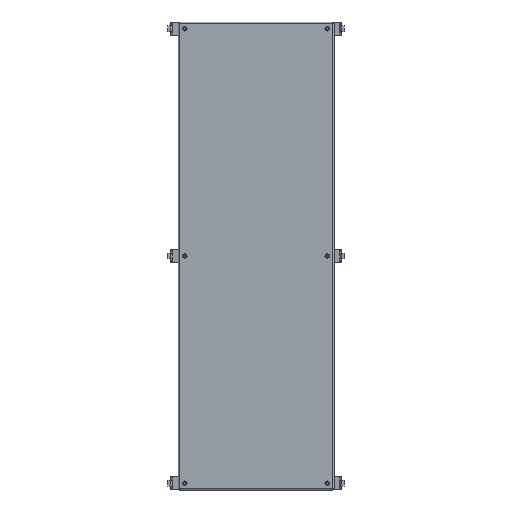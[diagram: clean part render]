
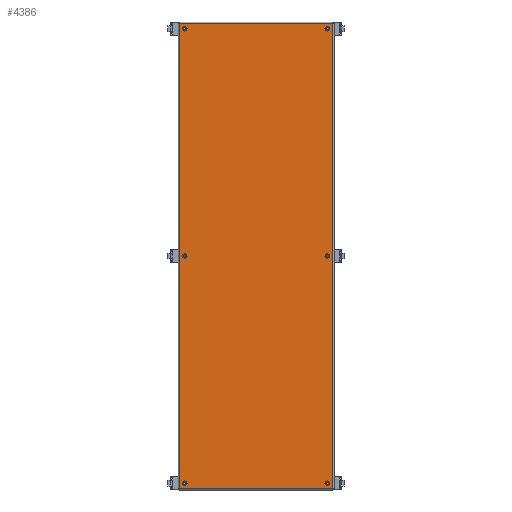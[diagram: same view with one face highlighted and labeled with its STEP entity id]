
A CAD part, front view. The second image highlights one B-rep face of the part: STEP entity #4386.
In plain terms, the highlighted planar face has unit normal (0, -1, 0).
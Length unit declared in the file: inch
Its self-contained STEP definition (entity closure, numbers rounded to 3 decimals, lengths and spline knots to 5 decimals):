
#23 = CARTESIAN_POINT ( 'NONE',  ( 9.125, 0., 29.125 ) ) ;
#29 = CARTESIAN_POINT ( 'NONE',  ( -9.125, 0., 0.28125 ) ) ;
#32 = EDGE_CURVE ( 'NONE', #3770, #243, #7377, .T. ) ;
#57 = VERTEX_POINT ( 'NONE', #3158 ) ;
#69 = VECTOR ( 'NONE', #4455, 39.37008 ) ;
#102 = CARTESIAN_POINT ( 'NONE',  ( 9.125, 0., -29.40625 ) ) ;
#122 = EDGE_CURVE ( 'NONE', #2175, #6240, #5045, .T. ) ;
#129 = CIRCLE ( 'NONE', #7936, 0.28125 ) ;
#178 = CARTESIAN_POINT ( 'NONE',  ( 9.857, 0., -29.857 ) ) ;
#243 = VERTEX_POINT ( 'NONE', #1744 ) ;
#326 = DIRECTION ( 'NONE',  ( 0., 1., 0. ) ) ;
#339 = CARTESIAN_POINT ( 'NONE',  ( 9.125, 0., 0. ) ) ;
#351 = ORIENTED_EDGE ( 'NONE', *, *, #5177, .T. ) ;
#377 = DIRECTION ( 'NONE',  ( 0., 0., 1. ) ) ;
#483 = ORIENTED_EDGE ( 'NONE', *, *, #6693, .F. ) ;
#603 = DIRECTION ( 'NONE',  ( 0., 1., 0. ) ) ;
#762 = CARTESIAN_POINT ( 'NONE',  ( -9.857, 0., 29.857 ) ) ;
#919 = ORIENTED_EDGE ( 'NONE', *, *, #1731, .T. ) ;
#954 = DIRECTION ( 'NONE',  ( 0., 0., 1. ) ) ;
#980 = DIRECTION ( 'NONE',  ( 0., 0., 1. ) ) ;
#997 = PLANE ( 'NONE',  #1266 ) ;
#1011 = CARTESIAN_POINT ( 'NONE',  ( 9.125, 0., 29.40625 ) ) ;
#1015 = DIRECTION ( 'NONE',  ( 0., 0., -1. ) ) ;
#1047 = LINE ( 'NONE', #7076, #1820 ) ;
#1152 = CARTESIAN_POINT ( 'NONE',  ( -9.125, 0., 28.84375 ) ) ;
#1226 = DIRECTION ( 'NONE',  ( 0., 0., 1. ) ) ;
#1263 = DIRECTION ( 'NONE',  ( 0., 1., 0. ) ) ;
#1266 = AXIS2_PLACEMENT_3D ( 'NONE', #2839, #3459, #1614 ) ;
#1290 = FACE_BOUND ( 'NONE', #7322, .T. ) ;
#1331 = CIRCLE ( 'NONE', #4197, 0.28125 ) ;
#1334 = DIRECTION ( 'NONE',  ( -1., 0., 0. ) ) ;
#1391 = FACE_BOUND ( 'NONE', #6172, .T. ) ;
#1576 = CARTESIAN_POINT ( 'NONE',  ( 9.125, 0., -29.125 ) ) ;
#1614 = DIRECTION ( 'NONE',  ( 0., 0., 1. ) ) ;
#1672 = AXIS2_PLACEMENT_3D ( 'NONE', #6253, #1263, #1860 ) ;
#1687 = FACE_BOUND ( 'NONE', #4979, .T. ) ;
#1731 = EDGE_CURVE ( 'NONE', #4482, #4235, #3763, .T. ) ;
#1744 = CARTESIAN_POINT ( 'NONE',  ( 9.125, 0., 28.84375 ) ) ;
#1820 = VECTOR ( 'NONE', #2735, 39.37008 ) ;
#1830 = DIRECTION ( 'NONE',  ( 0., 0., 1. ) ) ;
#1860 = DIRECTION ( 'NONE',  ( 0., 0., 1. ) ) ;
#1876 = ORIENTED_EDGE ( 'NONE', *, *, #2079, .T. ) ;
#1905 = VERTEX_POINT ( 'NONE', #2851 ) ;
#2010 = CIRCLE ( 'NONE', #5447, 0.28125 ) ;
#2079 = EDGE_CURVE ( 'NONE', #2420, #4986, #5600, .T. ) ;
#2106 = CIRCLE ( 'NONE', #1672, 0.28125 ) ;
#2175 = VERTEX_POINT ( 'NONE', #29 ) ;
#2338 = AXIS2_PLACEMENT_3D ( 'NONE', #339, #5276, #4691 ) ;
#2420 = VERTEX_POINT ( 'NONE', #5238 ) ;
#2486 = EDGE_CURVE ( 'NONE', #6665, #3598, #5902, .T. ) ;
#2566 = CARTESIAN_POINT ( 'NONE',  ( 9.125, 0., 0. ) ) ;
#2590 = ORIENTED_EDGE ( 'NONE', *, *, #4705, .F. ) ;
#2648 = ORIENTED_EDGE ( 'NONE', *, *, #122, .T. ) ;
#2653 = AXIS2_PLACEMENT_3D ( 'NONE', #1576, #2869, #377 ) ;
#2707 = CARTESIAN_POINT ( 'NONE',  ( -9.125, 0., 29.40625 ) ) ;
#2735 = DIRECTION ( 'NONE',  ( 1., 0., 0. ) ) ;
#2839 = CARTESIAN_POINT ( 'NONE',  ( -9.857, 0., 29.857 ) ) ;
#2851 = CARTESIAN_POINT ( 'NONE',  ( -9.857, 0., -29.857 ) ) ;
#2869 = DIRECTION ( 'NONE',  ( 0., 1., 0. ) ) ;
#2898 = ORIENTED_EDGE ( 'NONE', *, *, #4042, .F. ) ;
#2943 = CARTESIAN_POINT ( 'NONE',  ( -9.125, 0., -29.40625 ) ) ;
#2954 = CARTESIAN_POINT ( 'NONE',  ( -9.125, 0., -29.125 ) ) ;
#2990 = DIRECTION ( 'NONE',  ( 0., 1., 0. ) ) ;
#3005 = EDGE_LOOP ( 'NONE', ( #7855, #4524 ) ) ;
#3078 = DIRECTION ( 'NONE',  ( 0., 1., 0. ) ) ;
#3133 = CARTESIAN_POINT ( 'NONE',  ( -9.125, 0., -0.28125 ) ) ;
#3158 = CARTESIAN_POINT ( 'NONE',  ( 9.125, 0., -0.28125 ) ) ;
#3211 = EDGE_CURVE ( 'NONE', #4235, #4482, #2106, .T. ) ;
#3336 = FACE_BOUND ( 'NONE', #7036, .T. ) ;
#3459 = DIRECTION ( 'NONE',  ( 0., 1., 0. ) ) ;
#3502 = VERTEX_POINT ( 'NONE', #7768 ) ;
#3521 = LINE ( 'NONE', #5938, #4974 ) ;
#3583 = ORIENTED_EDGE ( 'NONE', *, *, #5298, .F. ) ;
#3598 = VERTEX_POINT ( 'NONE', #5169 ) ;
#3643 = EDGE_LOOP ( 'NONE', ( #2648, #351 ) ) ;
#3763 = CIRCLE ( 'NONE', #4306, 0.28125 ) ;
#3765 = CARTESIAN_POINT ( 'NONE',  ( -9.857, 0., -29.857 ) ) ;
#3770 = VERTEX_POINT ( 'NONE', #1011 ) ;
#3793 = ORIENTED_EDGE ( 'NONE', *, *, #4850, .T. ) ;
#3821 = VECTOR ( 'NONE', #1334, 39.37008 ) ;
#3919 = VERTEX_POINT ( 'NONE', #7511 ) ;
#3996 = AXIS2_PLACEMENT_3D ( 'NONE', #23, #3078, #1226 ) ;
#4042 = EDGE_CURVE ( 'NONE', #4245, #1905, #4496, .T. ) ;
#4047 = CIRCLE ( 'NONE', #2338, 0.28125 ) ;
#4089 = CARTESIAN_POINT ( 'NONE',  ( 9.125, 0., 29.125 ) ) ;
#4197 = AXIS2_PLACEMENT_3D ( 'NONE', #7119, #5350, #980 ) ;
#4234 = ORIENTED_EDGE ( 'NONE', *, *, #5856, .T. ) ;
#4235 = VERTEX_POINT ( 'NONE', #2707 ) ;
#4245 = VERTEX_POINT ( 'NONE', #178 ) ;
#4300 = CARTESIAN_POINT ( 'NONE',  ( -9.125, 0., 0. ) ) ;
#4306 = AXIS2_PLACEMENT_3D ( 'NONE', #5620, #5535, #1830 ) ;
#4327 = EDGE_CURVE ( 'NONE', #243, #3770, #129, .T. ) ;
#4386 = ADVANCED_FACE ( 'NONE', ( #8002, #7506, #1391, #1687, #3336, #4788, #1290 ), #997, .F. ) ;
#4455 = DIRECTION ( 'NONE',  ( 0., 0., 1. ) ) ;
#4482 = VERTEX_POINT ( 'NONE', #1152 ) ;
#4496 = LINE ( 'NONE', #3765, #3821 ) ;
#4524 = ORIENTED_EDGE ( 'NONE', *, *, #2486, .T. ) ;
#4661 = CARTESIAN_POINT ( 'NONE',  ( 9.125, 0., -29.125 ) ) ;
#4691 = DIRECTION ( 'NONE',  ( 0., 0., 1. ) ) ;
#4705 = EDGE_CURVE ( 'NONE', #3502, #4245, #3521, .T. ) ;
#4746 = ORIENTED_EDGE ( 'NONE', *, *, #4327, .T. ) ;
#4788 = FACE_BOUND ( 'NONE', #3643, .T. ) ;
#4850 = EDGE_CURVE ( 'NONE', #7685, #57, #7151, .T. ) ;
#4934 = CIRCLE ( 'NONE', #7847, 0.28125 ) ;
#4972 = DIRECTION ( 'NONE',  ( 0., 1., 0. ) ) ;
#4974 = VECTOR ( 'NONE', #1015, 39.37008 ) ;
#4979 = EDGE_LOOP ( 'NONE', ( #6303, #4746 ) ) ;
#4986 = VERTEX_POINT ( 'NONE', #2943 ) ;
#5045 = CIRCLE ( 'NONE', #6072, 0.28125 ) ;
#5169 = CARTESIAN_POINT ( 'NONE',  ( 9.125, 0., -28.84375 ) ) ;
#5177 = EDGE_CURVE ( 'NONE', #6240, #2175, #4934, .T. ) ;
#5220 = LINE ( 'NONE', #762, #69 ) ;
#5238 = CARTESIAN_POINT ( 'NONE',  ( -9.125, 0., -28.84375 ) ) ;
#5276 = DIRECTION ( 'NONE',  ( 0., 1., 0. ) ) ;
#5298 = EDGE_CURVE ( 'NONE', #3919, #3502, #1047, .T. ) ;
#5315 = ORIENTED_EDGE ( 'NONE', *, *, #3211, .T. ) ;
#5350 = DIRECTION ( 'NONE',  ( 0., 1., 0. ) ) ;
#5447 = AXIS2_PLACEMENT_3D ( 'NONE', #4661, #326, #954 ) ;
#5535 = DIRECTION ( 'NONE',  ( 0., 1., 0. ) ) ;
#5561 = DIRECTION ( 'NONE',  ( 0., 0., 1. ) ) ;
#5600 = CIRCLE ( 'NONE', #7392, 0.28125 ) ;
#5620 = CARTESIAN_POINT ( 'NONE',  ( -9.125, 0., 29.125 ) ) ;
#5691 = ORIENTED_EDGE ( 'NONE', *, *, #6862, .T. ) ;
#5856 = EDGE_CURVE ( 'NONE', #4986, #2420, #1331, .T. ) ;
#5873 = EDGE_CURVE ( 'NONE', #3598, #6665, #2010, .T. ) ;
#5902 = CIRCLE ( 'NONE', #2653, 0.28125 ) ;
#5938 = CARTESIAN_POINT ( 'NONE',  ( 9.857, 0., 29.857 ) ) ;
#6072 = AXIS2_PLACEMENT_3D ( 'NONE', #4300, #603, #5561 ) ;
#6172 = EDGE_LOOP ( 'NONE', ( #3793, #5691 ) ) ;
#6240 = VERTEX_POINT ( 'NONE', #3133 ) ;
#6253 = CARTESIAN_POINT ( 'NONE',  ( -9.125, 0., 29.125 ) ) ;
#6303 = ORIENTED_EDGE ( 'NONE', *, *, #32, .T. ) ;
#6377 = AXIS2_PLACEMENT_3D ( 'NONE', #2566, #7170, #7680 ) ;
#6556 = DIRECTION ( 'NONE',  ( 0., 0., 1. ) ) ;
#6665 = VERTEX_POINT ( 'NONE', #102 ) ;
#6693 = EDGE_CURVE ( 'NONE', #1905, #3919, #5220, .T. ) ;
#6862 = EDGE_CURVE ( 'NONE', #57, #7685, #4047, .T. ) ;
#7036 = EDGE_LOOP ( 'NONE', ( #5315, #919 ) ) ;
#7076 = CARTESIAN_POINT ( 'NONE',  ( -9.857, 0., 29.857 ) ) ;
#7119 = CARTESIAN_POINT ( 'NONE',  ( -9.125, 0., -29.125 ) ) ;
#7151 = CIRCLE ( 'NONE', #6377, 0.28125 ) ;
#7170 = DIRECTION ( 'NONE',  ( 0., 1., 0. ) ) ;
#7322 = EDGE_LOOP ( 'NONE', ( #1876, #4234 ) ) ;
#7323 = DIRECTION ( 'NONE',  ( 0., 0., 1. ) ) ;
#7377 = CIRCLE ( 'NONE', #3996, 0.28125 ) ;
#7392 = AXIS2_PLACEMENT_3D ( 'NONE', #2954, #2990, #7323 ) ;
#7450 = DIRECTION ( 'NONE',  ( 0., 0., 1. ) ) ;
#7506 = FACE_BOUND ( 'NONE', #3005, .T. ) ;
#7511 = CARTESIAN_POINT ( 'NONE',  ( -9.857, 0., 29.857 ) ) ;
#7521 = CARTESIAN_POINT ( 'NONE',  ( -9.125, 0., 0. ) ) ;
#7680 = DIRECTION ( 'NONE',  ( 0., 0., 1. ) ) ;
#7685 = VERTEX_POINT ( 'NONE', #7694 ) ;
#7694 = CARTESIAN_POINT ( 'NONE',  ( 9.125, 0., 0.28125 ) ) ;
#7759 = DIRECTION ( 'NONE',  ( 0., 1., 0. ) ) ;
#7768 = CARTESIAN_POINT ( 'NONE',  ( 9.857, 0., 29.857 ) ) ;
#7842 = EDGE_LOOP ( 'NONE', ( #2898, #2590, #3583, #483 ) ) ;
#7847 = AXIS2_PLACEMENT_3D ( 'NONE', #7521, #4972, #7450 ) ;
#7855 = ORIENTED_EDGE ( 'NONE', *, *, #5873, .T. ) ;
#7936 = AXIS2_PLACEMENT_3D ( 'NONE', #4089, #7759, #6556 ) ;
#8002 = FACE_OUTER_BOUND ( 'NONE', #7842, .T. ) ;
